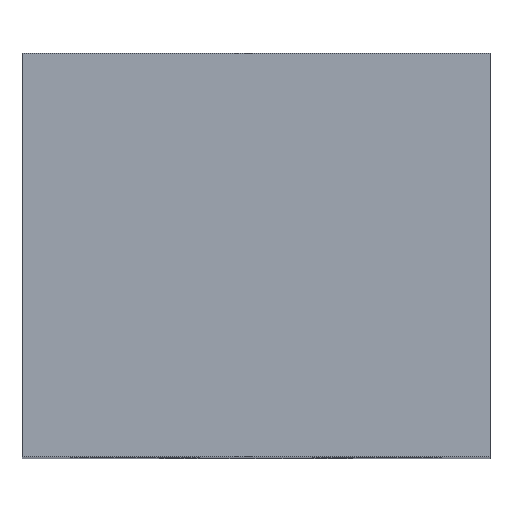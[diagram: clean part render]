
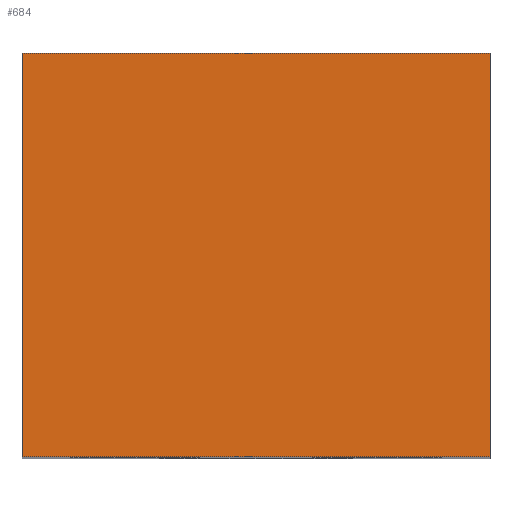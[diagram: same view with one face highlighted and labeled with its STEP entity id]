
A CAD part, top view. The second image highlights one B-rep face of the part: STEP entity #684.
In plain terms, the highlighted planar face has unit normal (0, 0, 1).
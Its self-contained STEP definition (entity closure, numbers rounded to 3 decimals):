
#53=PLANE('',#772);
#89=FACE_OUTER_BOUND('',#142,.T.);
#142=EDGE_LOOP('',(#631,#632,#633,#634));
#161=LINE('',#1026,#224);
#205=LINE('',#1148,#268);
#208=LINE('',#1153,#271);
#209=LINE('',#1156,#272);
#224=VECTOR('',#835,10.);
#268=VECTOR('',#955,10.);
#271=VECTOR('',#960,10.);
#272=VECTOR('',#965,10.);
#316=VERTEX_POINT('',#1023);
#317=VERTEX_POINT('',#1025);
#357=VERTEX_POINT('',#1146);
#358=VERTEX_POINT('',#1151);
#385=EDGE_CURVE('',#317,#316,#161,.T.);
#446=EDGE_CURVE('',#357,#316,#205,.T.);
#449=EDGE_CURVE('',#358,#357,#208,.T.);
#450=EDGE_CURVE('',#358,#317,#209,.T.);
#631=ORIENTED_EDGE('',*,*,#450,.T.);
#632=ORIENTED_EDGE('',*,*,#385,.T.);
#633=ORIENTED_EDGE('',*,*,#446,.F.);
#634=ORIENTED_EDGE('',*,*,#449,.F.);
#684=ADVANCED_FACE('',(#89),#53,.T.);
#772=AXIS2_PLACEMENT_3D('',#1157,#966,#967);
#835=DIRECTION('',(0.,1.,0.));
#955=DIRECTION('',(1.,0.,0.));
#960=DIRECTION('',(0.,1.,0.));
#965=DIRECTION('',(1.,0.,0.));
#966=DIRECTION('center_axis',(0.,0.,1.));
#967=DIRECTION('ref_axis',(1.,0.,0.));
#1023=CARTESIAN_POINT('',(14.5,15.5,80.));
#1025=CARTESIAN_POINT('',(14.5,-9.5,80.));
#1026=CARTESIAN_POINT('',(14.5,-9.5,80.));
#1146=CARTESIAN_POINT('',(-14.5,15.5,80.));
#1148=CARTESIAN_POINT('',(-14.5,15.5,80.));
#1151=CARTESIAN_POINT('',(-14.5,-9.5,80.));
#1153=CARTESIAN_POINT('',(-14.5,9.5,80.));
#1156=CARTESIAN_POINT('',(-14.5,-9.5,80.));
#1157=CARTESIAN_POINT('Origin',(0.,0.,80.));
